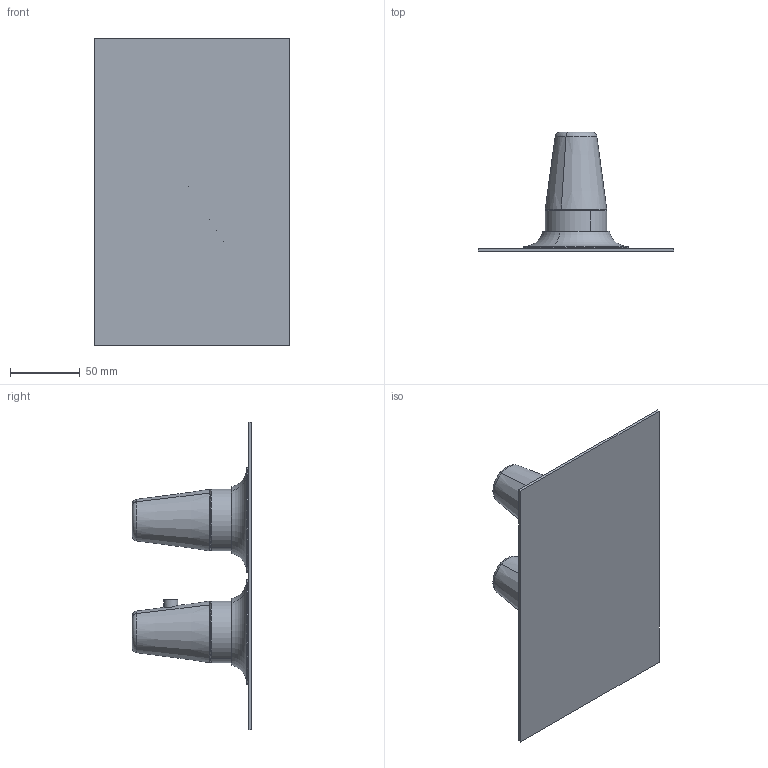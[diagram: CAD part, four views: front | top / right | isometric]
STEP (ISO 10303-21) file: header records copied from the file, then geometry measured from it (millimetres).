
FILE_DESCRIPTION(('CATIA V5 STEP Exchange'),'2;1');
FILE_NAME('VI 0BT03 0 ThermoInc. vert. 2 usc. - OneBox.stp','2019-02-20T15:28:23+00:00',('none'),('none'),'Version 5-6 Release 2013','CATIA V5 STEP AP203','none');
FILE_SCHEMA(('CONFIG_CONTROL_DESIGN'));
Length unit declared in the file: millimetre
Products named in the file (1): VI 05820 0
Bounding box: 140 x 85.3 x 220 mm (x, y, z)
Volume: 288964 mm3; surface area: 89832.3 mm2
Topology: 1 solids, 5 shells, 122 faces, 261 edges, 156 vertices
Faces by surface type: torus 39, cone 28, plane 25, cylinder 22, bspline 8
Entity records: 3784 total; most frequent: CARTESIAN_POINT 1374, ORIENTED_EDGE 522, DIRECTION 379, EDGE_CURVE 261, AXIS2_PLACEMENT_3D 225, VERTEX_POINT 156, CIRCLE 137, EDGE_LOOP 133
